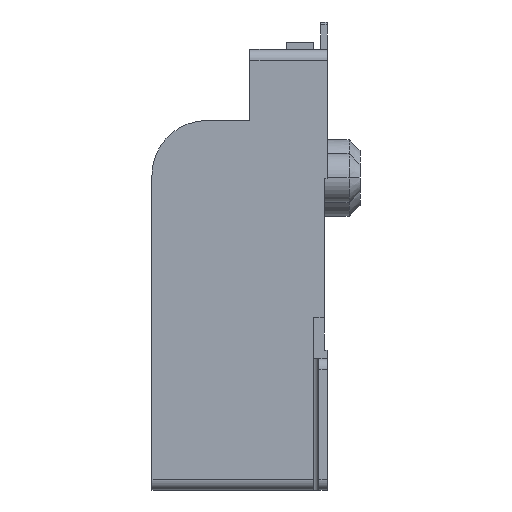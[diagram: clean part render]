
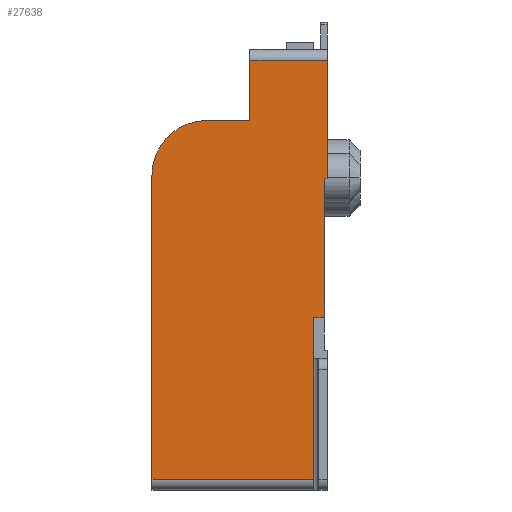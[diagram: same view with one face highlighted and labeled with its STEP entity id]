
A CAD part, left-side view. The second image highlights one B-rep face of the part: STEP entity #27638.
In plain terms, the highlighted planar face has unit normal (-1, 0, 0).
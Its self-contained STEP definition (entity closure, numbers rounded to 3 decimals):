
#1=CARTESIAN_POINT('',(-11.,2.2,1.8));
#2=DIRECTION('',(1.,0.,0.));
#3=DIRECTION('',(0.,1.,0.));
#4=AXIS2_PLACEMENT_3D('',#1,#2,#3);
#6=DIRECTION('',(0.,1.,0.));
#7=VECTOR('',#6,0.05);
#8=CARTESIAN_POINT('',(-11.,0.,1.75));
#9=LINE('',#8,#7);
#10=DIRECTION('',(0.,1.,0.));
#11=VECTOR('',#10,0.2);
#12=CARTESIAN_POINT('',(-11.,0.05,-0.8));
#13=LINE('',#12,#11);
#27=DIRECTION('',(0.,0.,1.));
#28=VECTOR('',#27,2.95);
#29=CARTESIAN_POINT('',(-11.,0.25,-3.75));
#30=LINE('',#29,#28);
#531=DIRECTION('',(0.,0.,1.));
#532=VECTOR('',#531,2.55);
#533=CARTESIAN_POINT('',(-11.,0.05,-0.8));
#534=LINE('',#533,#532);
#4961=DIRECTION('',(0.,0.,-1.));
#4962=VECTOR('',#4961,1.1);
#4963=CARTESIAN_POINT('',(-11.,1.41,3.9));
#4964=LINE('',#4963,#4962);
#5137=DIRECTION('',(0.,1.,0.));
#5138=VECTOR('',#5137,1.41);
#5139=CARTESIAN_POINT('',(-11.,0.,3.9));
#5140=LINE('',#5139,#5138);
#5145=DIRECTION('',(0.,0.,1.));
#5146=VECTOR('',#5145,2.15);
#5147=CARTESIAN_POINT('',(-11.,0.,1.75));
#5148=LINE('',#5147,#5146);
#5240=DIRECTION('',(0.,1.,0.));
#5241=VECTOR('',#5240,0.79);
#5242=CARTESIAN_POINT('',(-11.,1.41,2.8));
#5243=LINE('',#5242,#5241);
#5792=DIRECTION('',(0.,0.,-1.));
#5793=VECTOR('',#5792,5.55);
#5794=CARTESIAN_POINT('',(-11.,3.2,1.8));
#5795=LINE('',#5794,#5793);
#5866=DIRECTION('',(0.,-1.,0.));
#5867=VECTOR('',#5866,2.95);
#5868=CARTESIAN_POINT('',(-11.,3.2,-3.75));
#5869=LINE('',#5868,#5867);
#21136=CARTESIAN_POINT('',(-11.,0.25,-3.75));
#21137=CARTESIAN_POINT('',(-11.,0.25,-0.8));
#21138=VERTEX_POINT('',#21136);
#21139=VERTEX_POINT('',#21137);
#21140=CARTESIAN_POINT('',(-11.,3.2,-3.75));
#21141=VERTEX_POINT('',#21140);
#21142=CARTESIAN_POINT('',(-11.,3.2,1.8));
#21143=VERTEX_POINT('',#21142);
#21144=CARTESIAN_POINT('',(-11.,2.2,2.8));
#21145=VERTEX_POINT('',#21144);
#21146=CARTESIAN_POINT('',(-11.,1.41,2.8));
#21147=VERTEX_POINT('',#21146);
#21148=CARTESIAN_POINT('',(-11.,1.41,3.9));
#21149=VERTEX_POINT('',#21148);
#21150=CARTESIAN_POINT('',(-11.,0.,3.9));
#21151=VERTEX_POINT('',#21150);
#21152=CARTESIAN_POINT('',(-11.,0.,1.75));
#21153=VERTEX_POINT('',#21152);
#21154=CARTESIAN_POINT('',(-11.,0.05,1.75));
#21155=VERTEX_POINT('',#21154);
#21156=CARTESIAN_POINT('',(-11.,0.05,-0.8));
#21157=VERTEX_POINT('',#21156);
#27609=CARTESIAN_POINT('',(-11.,1.6,0.075));
#27610=DIRECTION('',(1.,0.,0.));
#27611=DIRECTION('',(0.,0.,-1.));
#27612=AXIS2_PLACEMENT_3D('',#27609,#27610,#27611);
#27613=PLANE('',#27612);
#27615=ORIENTED_EDGE('',*,*,#27614,.F.);
#27617=ORIENTED_EDGE('',*,*,#27616,.F.);
#27619=ORIENTED_EDGE('',*,*,#27618,.F.);
#27621=ORIENTED_EDGE('',*,*,#27620,.T.);
#27623=ORIENTED_EDGE('',*,*,#27622,.F.);
#27625=ORIENTED_EDGE('',*,*,#27624,.F.);
#27627=ORIENTED_EDGE('',*,*,#27626,.F.);
#27629=ORIENTED_EDGE('',*,*,#27628,.F.);
#27631=ORIENTED_EDGE('',*,*,#27630,.T.);
#27633=ORIENTED_EDGE('',*,*,#27632,.F.);
#27635=ORIENTED_EDGE('',*,*,#27634,.T.);
#27636=EDGE_LOOP('',(#27615,#27617,#27619,#27621,#27623,#27625,#27627,#27629,
#27631,#27633,#27635));
#27637=FACE_OUTER_BOUND('',#27636,.F.);
#27638=ADVANCED_FACE('',(#27637),#27613,.F.);
#5=CIRCLE('',#4,1.);
#27614=EDGE_CURVE('',#21138,#21139,#30,.T.);
#27616=EDGE_CURVE('',#21141,#21138,#5869,.T.);
#27618=EDGE_CURVE('',#21143,#21141,#5795,.T.);
#27620=EDGE_CURVE('',#21143,#21145,#5,.T.);
#27622=EDGE_CURVE('',#21147,#21145,#5243,.T.);
#27624=EDGE_CURVE('',#21149,#21147,#4964,.T.);
#27626=EDGE_CURVE('',#21151,#21149,#5140,.T.);
#27628=EDGE_CURVE('',#21153,#21151,#5148,.T.);
#27630=EDGE_CURVE('',#21153,#21155,#9,.T.);
#27632=EDGE_CURVE('',#21157,#21155,#534,.T.);
#27634=EDGE_CURVE('',#21157,#21139,#13,.T.);
